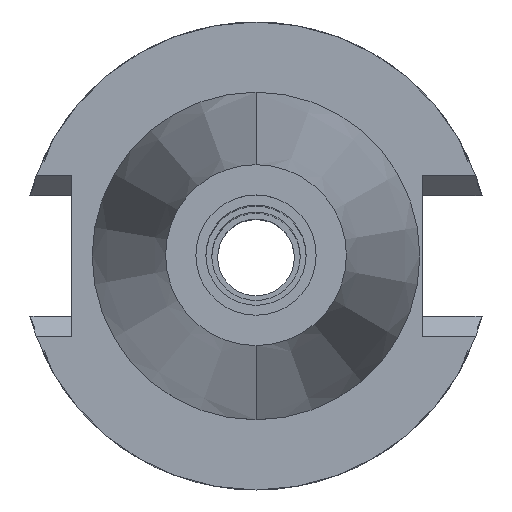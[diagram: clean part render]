
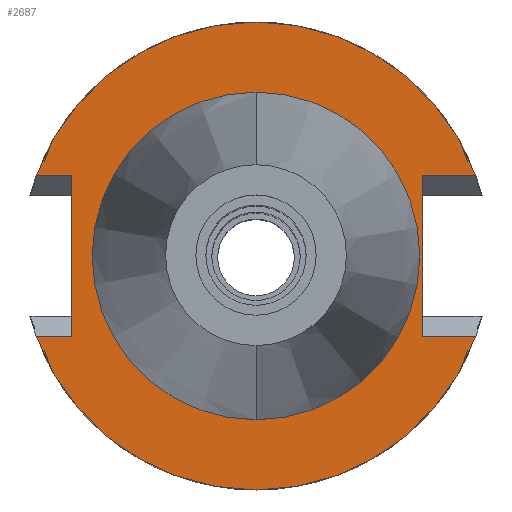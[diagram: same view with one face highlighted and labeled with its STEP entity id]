
A CAD part, top view. The second image highlights one B-rep face of the part: STEP entity #2687.
In plain terms, the highlighted planar face has unit normal (0, 0, 1).
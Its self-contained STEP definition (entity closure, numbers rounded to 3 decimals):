
#26 = LINE ( 'NONE', #1009, #522 ) ;
#45 = ORIENTED_EDGE ( 'NONE', *, *, #1167, .T. ) ;
#54 = CARTESIAN_POINT ( 'NONE',  ( -24.98, -10.89, -1. ) ) ;
#84 = CARTESIAN_POINT ( 'NONE',  ( -24.98, 10.89, -1. ) ) ;
#142 = CARTESIAN_POINT ( 'NONE',  ( 0., 22.225, -1. ) ) ;
#143 = FACE_BOUND ( 'NONE', #1984, .T. ) ;
#153 = AXIS2_PLACEMENT_3D ( 'NONE', #853, #3219, #578 ) ;
#207 = ORIENTED_EDGE ( 'NONE', *, *, #2701, .F. ) ;
#213 = EDGE_LOOP ( 'NONE', ( #248, #1176, #207, #45, #1107, #2088, #3133, #536 ) ) ;
#236 = LINE ( 'NONE', #772, #2441 ) ;
#248 = ORIENTED_EDGE ( 'NONE', *, *, #2412, .T. ) ;
#256 = EDGE_CURVE ( 'NONE', #583, #3079, #367, .T. ) ;
#271 = LINE ( 'NONE', #1619, #2269 ) ;
#359 = CARTESIAN_POINT ( 'NONE',  ( -24.98, -10.89, -1. ) ) ;
#367 = LINE ( 'NONE', #2957, #2849 ) ;
#410 = LINE ( 'NONE', #3041, #647 ) ;
#522 = VECTOR ( 'NONE', #2050, 1000. ) ;
#536 = ORIENTED_EDGE ( 'NONE', *, *, #2262, .F. ) ;
#578 = DIRECTION ( 'NONE',  ( 0., -1., 0. ) ) ;
#583 = VERTEX_POINT ( 'NONE', #1560 ) ;
#617 = DIRECTION ( 'NONE',  ( 0., 1., 0. ) ) ;
#636 = PLANE ( 'NONE',  #641 ) ;
#641 = AXIS2_PLACEMENT_3D ( 'NONE', #2431, #1712, #2203 ) ;
#647 = VECTOR ( 'NONE', #2222, 1000. ) ;
#685 = CIRCLE ( 'NONE', #2766, 31.75 ) ;
#723 = DIRECTION ( 'NONE',  ( 0., -1., 0. ) ) ;
#730 = EDGE_CURVE ( 'NONE', #3164, #1929, #1577, .T. ) ;
#772 = CARTESIAN_POINT ( 'NONE',  ( 22.57, 10.89, -1. ) ) ;
#851 = DIRECTION ( 'NONE',  ( 0., 1., 0. ) ) ;
#853 = CARTESIAN_POINT ( 'NONE',  ( 0., 0., -1. ) ) ;
#871 = CARTESIAN_POINT ( 'NONE',  ( 0., 0., -1. ) ) ;
#875 = EDGE_CURVE ( 'NONE', #1216, #2675, #1663, .T. ) ;
#903 = CIRCLE ( 'NONE', #153, 22.225 ) ;
#1009 = CARTESIAN_POINT ( 'NONE',  ( -24.98, 10.89, -1. ) ) ;
#1098 = CARTESIAN_POINT ( 'NONE',  ( 0., 0., -1. ) ) ;
#1107 = ORIENTED_EDGE ( 'NONE', *, *, #875, .T. ) ;
#1167 = EDGE_CURVE ( 'NONE', #2458, #1216, #26, .T. ) ;
#1171 = CARTESIAN_POINT ( 'NONE',  ( 22.57, 10.89, -1. ) ) ;
#1176 = ORIENTED_EDGE ( 'NONE', *, *, #2131, .F. ) ;
#1216 = VERTEX_POINT ( 'NONE', #54 ) ;
#1226 = EDGE_CURVE ( 'NONE', #1929, #3164, #903, .T. ) ;
#1241 = DIRECTION ( 'NONE',  ( 0., 0., -1. ) ) ;
#1326 = ORIENTED_EDGE ( 'NONE', *, *, #730, .F. ) ;
#1356 = AXIS2_PLACEMENT_3D ( 'NONE', #2198, #2411, #617 ) ;
#1431 = CARTESIAN_POINT ( 'NONE',  ( 29.824, -10.89, -1. ) ) ;
#1560 = CARTESIAN_POINT ( 'NONE',  ( 22.57, -10.89, -1. ) ) ;
#1577 = CIRCLE ( 'NONE', #1356, 22.225 ) ;
#1588 = DIRECTION ( 'NONE',  ( 1., 0., 0. ) ) ;
#1619 = CARTESIAN_POINT ( 'NONE',  ( 22.57, 10.89, -1. ) ) ;
#1663 = LINE ( 'NONE', #359, #3107 ) ;
#1712 = DIRECTION ( 'NONE',  ( 0., 0., -1. ) ) ;
#1803 = CARTESIAN_POINT ( 'NONE',  ( -29.824, 10.89, -1. ) ) ;
#1877 = DIRECTION ( 'NONE',  ( 0., 0., -1. ) ) ;
#1911 = VERTEX_POINT ( 'NONE', #3063 ) ;
#1929 = VERTEX_POINT ( 'NONE', #3043 ) ;
#1984 = EDGE_LOOP ( 'NONE', ( #1326, #2664 ) ) ;
#2050 = DIRECTION ( 'NONE',  ( 0., -1., 0. ) ) ;
#2088 = ORIENTED_EDGE ( 'NONE', *, *, #2243, .F. ) ;
#2131 = EDGE_CURVE ( 'NONE', #2404, #1911, #2546, .T. ) ;
#2198 = CARTESIAN_POINT ( 'NONE',  ( 0., 0., -1. ) ) ;
#2203 = DIRECTION ( 'NONE',  ( 0., -1., 0. ) ) ;
#2222 = DIRECTION ( 'NONE',  ( -1., 0., 0. ) ) ;
#2243 = EDGE_CURVE ( 'NONE', #3079, #2675, #685, .T. ) ;
#2262 = EDGE_CURVE ( 'NONE', #2747, #583, #236, .T. ) ;
#2269 = VECTOR ( 'NONE', #2677, 1000. ) ;
#2404 = VERTEX_POINT ( 'NONE', #1803 ) ;
#2411 = DIRECTION ( 'NONE',  ( 0., 0., 1. ) ) ;
#2412 = EDGE_CURVE ( 'NONE', #2747, #1911, #271, .T. ) ;
#2431 = CARTESIAN_POINT ( 'NONE',  ( 0., 0., -1. ) ) ;
#2441 = VECTOR ( 'NONE', #723, 1000. ) ;
#2451 = CARTESIAN_POINT ( 'NONE',  ( -29.824, -10.89, -1. ) ) ;
#2458 = VERTEX_POINT ( 'NONE', #84 ) ;
#2494 = AXIS2_PLACEMENT_3D ( 'NONE', #871, #1877, #851 ) ;
#2546 = CIRCLE ( 'NONE', #2494, 31.75 ) ;
#2664 = ORIENTED_EDGE ( 'NONE', *, *, #1226, .F. ) ;
#2675 = VERTEX_POINT ( 'NONE', #2451 ) ;
#2677 = DIRECTION ( 'NONE',  ( 1., 0., 0. ) ) ;
#2687 = ADVANCED_FACE ( 'NONE', ( #3009, #143 ), #636, .F. ) ;
#2701 = EDGE_CURVE ( 'NONE', #2458, #2404, #410, .T. ) ;
#2747 = VERTEX_POINT ( 'NONE', #1171 ) ;
#2766 = AXIS2_PLACEMENT_3D ( 'NONE', #1098, #1241, #3067 ) ;
#2801 = DIRECTION ( 'NONE',  ( -1., 0., 0. ) ) ;
#2849 = VECTOR ( 'NONE', #1588, 1000. ) ;
#2957 = CARTESIAN_POINT ( 'NONE',  ( 22.57, -10.89, -1. ) ) ;
#3009 = FACE_OUTER_BOUND ( 'NONE', #213, .T. ) ;
#3041 = CARTESIAN_POINT ( 'NONE',  ( -24.98, 10.89, -1. ) ) ;
#3043 = CARTESIAN_POINT ( 'NONE',  ( 0., -22.225, -1. ) ) ;
#3063 = CARTESIAN_POINT ( 'NONE',  ( 29.824, 10.89, -1. ) ) ;
#3067 = DIRECTION ( 'NONE',  ( 0., -1., 0. ) ) ;
#3079 = VERTEX_POINT ( 'NONE', #1431 ) ;
#3107 = VECTOR ( 'NONE', #2801, 1000. ) ;
#3133 = ORIENTED_EDGE ( 'NONE', *, *, #256, .F. ) ;
#3164 = VERTEX_POINT ( 'NONE', #142 ) ;
#3219 = DIRECTION ( 'NONE',  ( 0., 0., 1. ) ) ;
